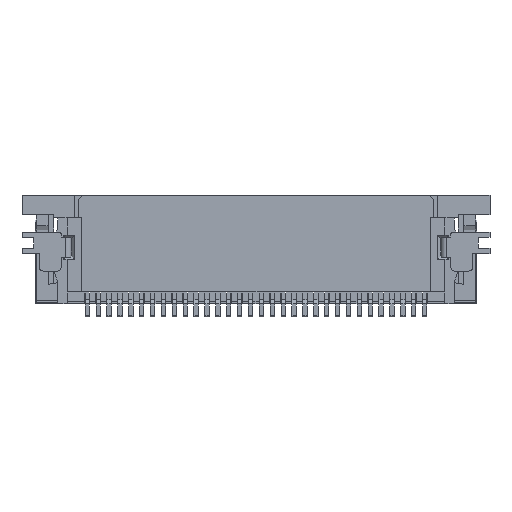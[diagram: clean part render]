
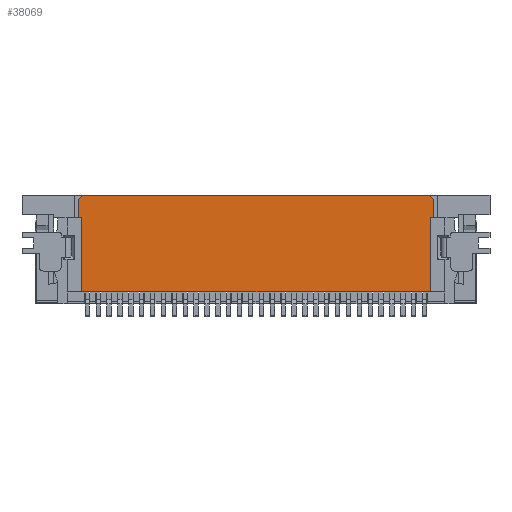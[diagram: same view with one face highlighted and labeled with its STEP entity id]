
A CAD part, front view. The second image highlights one B-rep face of the part: STEP entity #38069.
In plain terms, the highlighted planar face has unit normal (0, -1, 0).
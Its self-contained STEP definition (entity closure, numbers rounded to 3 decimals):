
#1397=DIRECTION('',(1.,0.,0.));
#1398=VECTOR('',#1397,16.);
#1399=CARTESIAN_POINT('',(-8.,0.06,0.55));
#1400=LINE('',#1399,#1398);
#7265=DIRECTION('',(0.,0.,-1.));
#7266=VECTOR('',#7265,0.85);
#7267=CARTESIAN_POINT('',(8.175,0.06,4.8));
#7268=LINE('',#7267,#7266);
#7269=DIRECTION('',(-0.707,0.,0.707));
#7270=VECTOR('',#7269,0.283);
#7271=CARTESIAN_POINT('',(8.175,0.06,4.8));
#7272=LINE('',#7271,#7270);
#7285=DIRECTION('',(1.,0.,0.));
#7286=VECTOR('',#7285,0.175);
#7287=CARTESIAN_POINT('',(8.,0.06,3.95));
#7288=LINE('',#7287,#7286);
#7289=DIRECTION('',(0.,0.,1.));
#7290=VECTOR('',#7289,3.4);
#7291=CARTESIAN_POINT('',(8.,0.06,0.55));
#7292=LINE('',#7291,#7290);
#7293=DIRECTION('',(0.,0.,-1.));
#7294=VECTOR('',#7293,3.4);
#7295=CARTESIAN_POINT('',(-8.,0.06,3.95));
#7296=LINE('',#7295,#7294);
#7297=DIRECTION('',(1.,0.,0.));
#7298=VECTOR('',#7297,0.175);
#7299=CARTESIAN_POINT('',(-8.175,0.06,3.95));
#7300=LINE('',#7299,#7298);
#7805=DIRECTION('',(1.,0.,0.));
#7806=VECTOR('',#7805,15.95);
#7807=CARTESIAN_POINT('',(-7.975,0.06,5.));
#7808=LINE('',#7807,#7806);
#21961=DIRECTION('',(0.707,0.,0.707));
#21962=VECTOR('',#21961,0.283);
#21963=CARTESIAN_POINT('',(-8.175,0.06,4.8));
#21964=LINE('',#21963,#21962);
#21977=DIRECTION('',(0.,0.,-1.));
#21978=VECTOR('',#21977,0.85);
#21979=CARTESIAN_POINT('',(-8.175,0.06,4.8));
#21980=LINE('',#21979,#21978);
#22269=CARTESIAN_POINT('',(-7.975,0.06,5.));
#22270=CARTESIAN_POINT('',(7.975,0.06,5.));
#22271=VERTEX_POINT('',#22269);
#22272=VERTEX_POINT('',#22270);
#22273=CARTESIAN_POINT('',(8.175,0.06,4.8));
#22274=VERTEX_POINT('',#22273);
#22275=CARTESIAN_POINT('',(-8.175,0.06,4.8));
#22276=VERTEX_POINT('',#22275);
#22277=CARTESIAN_POINT('',(8.,0.06,0.55));
#22278=CARTESIAN_POINT('',(8.,0.06,3.95));
#22279=VERTEX_POINT('',#22277);
#22280=VERTEX_POINT('',#22278);
#22281=CARTESIAN_POINT('',(8.175,0.06,3.95));
#22282=VERTEX_POINT('',#22281);
#22283=CARTESIAN_POINT('',(-8.175,0.06,3.95));
#22284=CARTESIAN_POINT('',(-8.,0.06,3.95));
#22285=VERTEX_POINT('',#22283);
#22286=VERTEX_POINT('',#22284);
#22287=CARTESIAN_POINT('',(-8.,0.06,0.55));
#22288=VERTEX_POINT('',#22287);
#38047=CARTESIAN_POINT('',(0.,0.06,3.95));
#38048=DIRECTION('',(0.,-1.,0.));
#38049=DIRECTION('',(1.,0.,0.));
#38050=AXIS2_PLACEMENT_3D('',#38047,#38048,#38049);
#38051=PLANE('',#38050);
#38053=ORIENTED_EDGE('',*,*,#38052,.T.);
#38054=ORIENTED_EDGE('',*,*,#38038,.F.);
#38055=ORIENTED_EDGE('',*,*,#38028,.T.);
#38056=ORIENTED_EDGE('',*,*,#34471,.F.);
#38058=ORIENTED_EDGE('',*,*,#38057,.F.);
#38059=ORIENTED_EDGE('',*,*,#30908,.F.);
#38061=ORIENTED_EDGE('',*,*,#38060,.F.);
#38062=ORIENTED_EDGE('',*,*,#34449,.F.);
#38064=ORIENTED_EDGE('',*,*,#38063,.F.);
#38066=ORIENTED_EDGE('',*,*,#38065,.T.);
#38067=EDGE_LOOP('',(#38053,#38054,#38055,#38056,#38058,#38059,#38061,#38062,
#38064,#38066));
#38068=FACE_OUTER_BOUND('',#38067,.F.);
#38069=ADVANCED_FACE('',(#38068),#38051,.T.);
#30908=EDGE_CURVE('',#22288,#22279,#1400,.T.);
#34449=EDGE_CURVE('',#22285,#22286,#7300,.T.);
#34471=EDGE_CURVE('',#22280,#22282,#7288,.T.);
#38028=EDGE_CURVE('',#22274,#22282,#7268,.T.);
#38038=EDGE_CURVE('',#22274,#22272,#7272,.T.);
#38052=EDGE_CURVE('',#22271,#22272,#7808,.T.);
#38057=EDGE_CURVE('',#22279,#22280,#7292,.T.);
#38060=EDGE_CURVE('',#22286,#22288,#7296,.T.);
#38063=EDGE_CURVE('',#22276,#22285,#21980,.T.);
#38065=EDGE_CURVE('',#22276,#22271,#21964,.T.);
